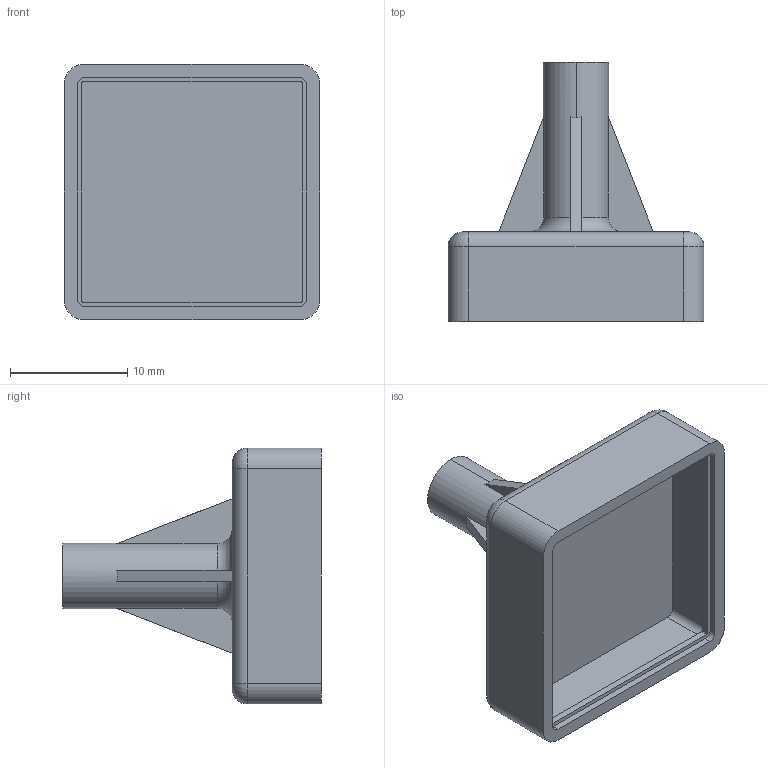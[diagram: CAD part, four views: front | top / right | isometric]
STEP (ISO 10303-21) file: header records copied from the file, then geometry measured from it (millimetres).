
FILE_DESCRIPTION (( 'STEP AP214' ), '1' );
FILE_NAME ('keyboard case.stp', '2020-09-17T05:28:09', ( '' ), ( '' ), 'SwSTEP 2.0', 'SolidWorks 2019', '' );
FILE_SCHEMA (( 'AUTOMOTIVE_DESIGN' ));
Length unit declared in the file: inch
Products named in the file (1): keyboard case
Bounding box: 21.84 x 22.1 x 21.84 mm (x, y, z)
Volume: 1936.7 mm3; surface area: 2626.8 mm2
Topology: 1 solids, 1 shells, 77 faces, 202 edges, 132 vertices
Faces by surface type: plane 47, cylinder 22, torus 8
Entity records: 2478 total; most frequent: CARTESIAN_POINT 518, ORIENTED_EDGE 404, DIRECTION 398, EDGE_CURVE 202, VECTOR 134, LINE 134, VERTEX_POINT 132, AXIS2_PLACEMENT_3D 132
